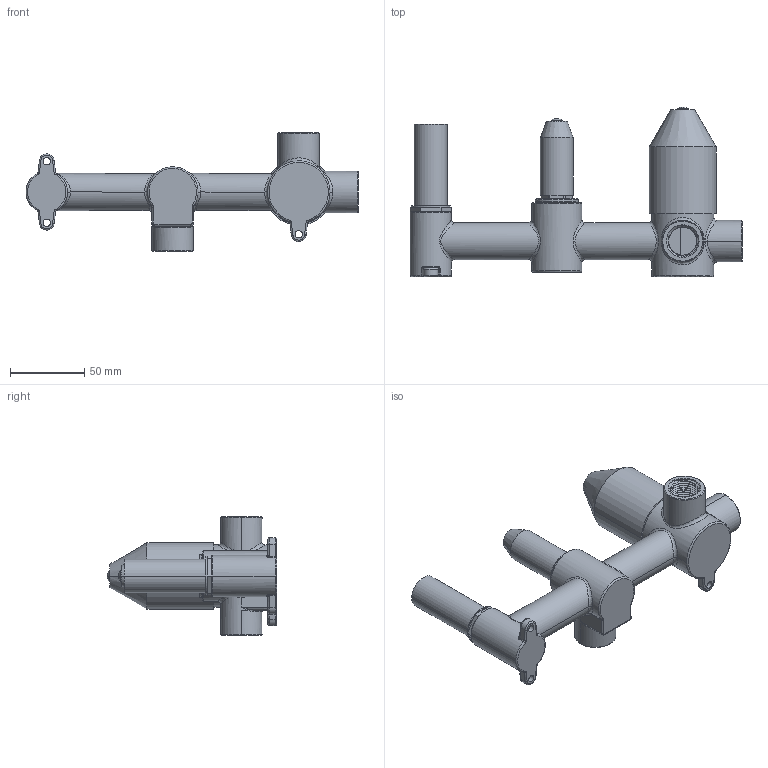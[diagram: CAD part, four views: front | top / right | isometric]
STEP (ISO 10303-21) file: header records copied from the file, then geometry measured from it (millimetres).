
FILE_DESCRIPTION((''),'2;1');
FILE_NAME('1F8011NT_ASM','2023-07-25T',('Administrator'),(''),'PRO/ENGINEER BY PARAMETRIC TECHNOLOGY CORPORATION, 2010280','PRO/ENGINEER BY PARAMETRIC TECHNOLOGY CORPORATION, 2010280','');
FILE_SCHEMA(('CONFIG_CONTROL_DESIGN'));
Length unit declared in the file: millimetre
Products named in the file (13): 2E7012-11NT; 2E7007-31NT; 3FX1005; 3FX1011NT; 2E7012-32NT; 3LM1003; 3OR1029NT; 3OR1027NT; 2F8008-31NT; 3LS1014NT; 2F8009-31NT; 2F8010-31NT; 1F8011NT_ASM
Assembly tree (13 placements, depth 2):
  1F8011NT_ASM
    2E7012-11NT
    2E7007-31NT
    3FX1005
    3FX1011NT
    2E7012-32NT
    3LM1003
    3OR1029NT
    3OR1027NT
    2F8008-31NT
    3LS1014NT  x2
    2F8009-31NT
    2F8010-31NT
Bounding box: 224 x 114.46 x 80 mm (x, y, z)
Volume: 192837.5 mm3; surface area: 142942.5 mm2
Topology: 13 solids, 13 shells, 952 faces, 2440 edges, 1546 vertices
Faces by surface type: cylinder 404, plane 210, bspline 172, cone 111, torus 43, sphere 12
Entity records: 57061 total; most frequent: CARTESIAN_POINT 36505, ORIENTED_EDGE 4632, DIRECTION 3660, EDGE_CURVE 2316, VERTEX_POINT 1465, AXIS2_PLACEMENT_3D 1437, EDGE_LOOP 969, FACE_OUTER_BOUND 906
